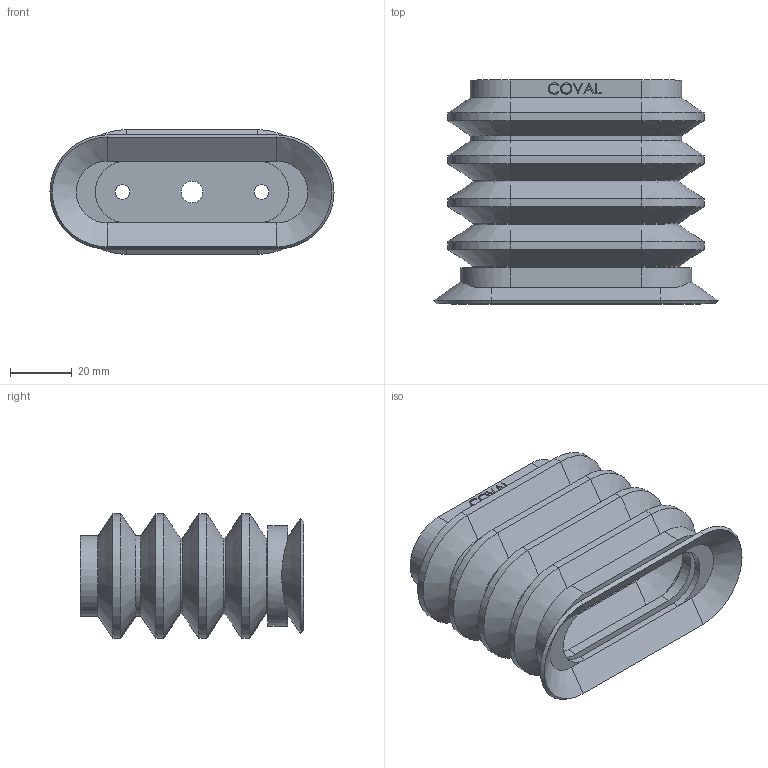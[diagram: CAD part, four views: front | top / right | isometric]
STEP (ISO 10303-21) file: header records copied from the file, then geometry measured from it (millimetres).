
FILE_DESCRIPTION(('STEP AP214'),'1');
FILE_NAME('COVAL_VSBO4095NBRD5P.stp','2017-12-28T08:27:27',('TraceParts'),('TraceParts S.A.'),'Spatial InterOp 3D',' ',' ');
FILE_SCHEMA(('automotive_design'));
Length unit declared in the file: millimetre
Products named in the file (1): COVAL_VSBO4095NBRD5P
Bounding box: 92 x 72.5 x 40.4 mm (x, y, z)
Volume: 46544.1 mm3; surface area: 44566.2 mm2
Topology: 1 solids, 1 shells, 225 faces, 499 edges, 286 vertices
Faces by surface type: plane 122, cylinder 48, cone 38, bspline 17
Entity records: 9763 total; most frequent: CARTESIAN_POINT 3068, ORIENTED_EDGE 998, DIRECTION 989, EDGE_CURVE 499, LINE 355, VECTOR 355, AXIS2_PLACEMENT_3D 317, VERTEX_POINT 286
